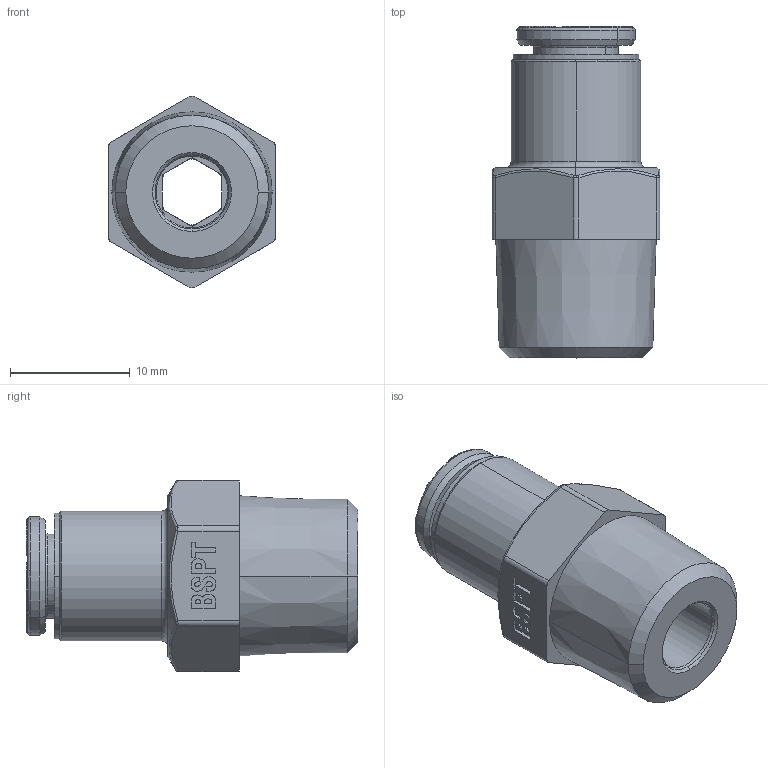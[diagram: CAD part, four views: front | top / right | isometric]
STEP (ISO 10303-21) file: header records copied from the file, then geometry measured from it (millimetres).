
FILE_DESCRIPTION(('STEP AP214'),'1');
FILE_NAME('6875_06_13.stp','2016-07-07T14:46:45',('TraceParts'),('TraceParts S.A.'),'Spatial InterOp 3D',' ',' ');
FILE_SCHEMA(('automotive_design'));
Length unit declared in the file: millimetre
Products named in the file (6): 6875 06 13|44106-64_ASM_1807#44106-64_ASM|44106-26_1803#44106-26;Solide1; 6875 06 13|44106-64_ASM_1807#44106-64_ASM|44106_1804#44106;Solide1; 6875 06 13|44106-64_ASM_1807#44106-64_ASM|44106-27_1805#44106-27;Solide1; 6875 06 13|44106-64_ASM_1807#44106-64_ASM|44126-20_1806#44126-20;Solide1; 6875 06 13|44516-42-06_1802#44516-42-06;Solide1; 6875 06 13|44106-11-10-ASM_1808#44106-11-10-ASM;Solide1
Bounding box: 14 x 27.72 x 16.01 mm (x, y, z)
Volume: 2514.9 mm3; surface area: 2895.8 mm2
Topology: 6 solids, 6 shells, 729 faces, 1918 edges, 1227 vertices
Faces by surface type: plane 359, bspline 118, cylinder 103, cone 83, torus 64, sphere 2
Entity records: 31860 total; most frequent: CARTESIAN_POINT 8181, ORIENTED_EDGE 3832, DIRECTION 3506, EDGE_CURVE 1916, VERTEX_POINT 1227, AXIS2_PLACEMENT_3D 1181, LINE 1144, VECTOR 1144
